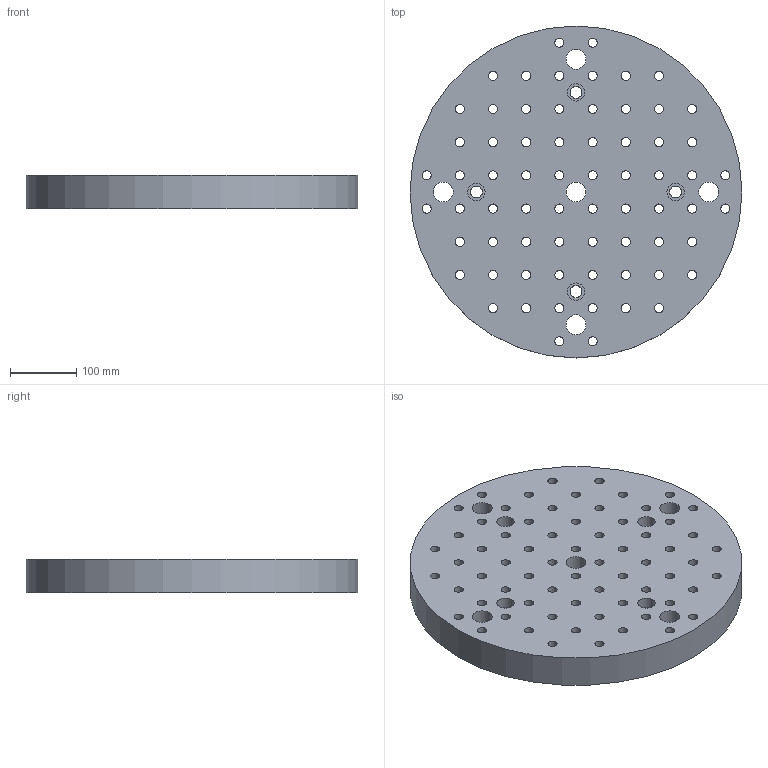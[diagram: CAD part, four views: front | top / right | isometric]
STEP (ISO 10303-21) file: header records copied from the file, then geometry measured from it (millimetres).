
FILE_DESCRIPTION( ( 'Unknown' ), '1' );
FILE_NAME( 'BP17-50-0500-16.stp', 'Unknown', ( 'S.C.H' ), ( 'Unknown' ), 'XStep 1.0', 'Unknown', ' ' );
FILE_SCHEMA( ( 'CONFIG_CONTROL_DESIGN' ) );
Length unit declared in the file: millimetre
Products named in the file (1): 1
Bounding box: 500 x 500 x 50 mm (x, y, z)
Volume: 9059391.4 mm3; surface area: 626097.9 mm2
Topology: 1 solids, 1 shells, 88 faces, 319 edges, 237 vertices
Faces by surface type: cylinder 82, plane 6
Full cylindrical faces by diameter (mm): 13.835 x68, 18 x4, 26 x4, 30 x5, 500 x1
Entity records: 2876 total; most frequent: DIRECTION 506, CARTESIAN_POINT 417, EDGE_LOOP 328, ORIENTED_EDGE 328, AXIS2_PLACEMENT_3D 253, FACE_OUTER_BOUND 170, EDGE_CURVE 164, VERTEX_POINT 164
